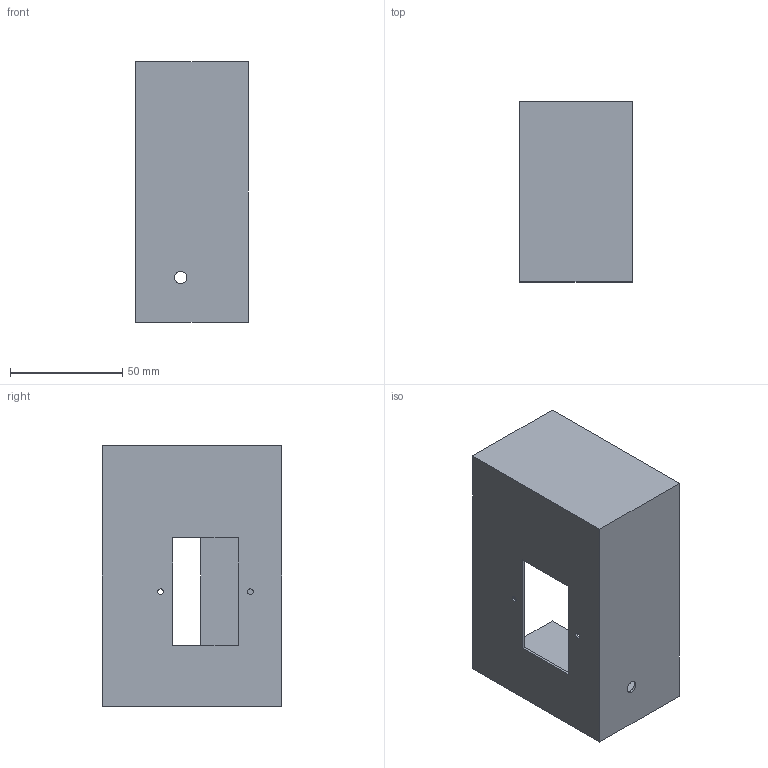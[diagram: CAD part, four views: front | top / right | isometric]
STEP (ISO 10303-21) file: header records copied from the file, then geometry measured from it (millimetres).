
FILE_DESCRIPTION (( 'STEP AP214' ), '1' );
FILE_NAME ('Power holder KP3S.step.STEP', '2025-09-18T19:07:34', ( '' ), ( '' ), 'SwSTEP 2.0', 'SolidWorks 2024', '' );
FILE_SCHEMA (( 'AUTOMOTIVE_DESIGN' ));
Length unit declared in the file: metre
Products named in the file (1): Power holder KP3S.step
Bounding box: 50 x 80 x 116 mm (x, y, z)
Volume: 25270.4 mm3; surface area: 51147.8 mm2
Topology: 1 solids, 1 shells, 22 faces, 60 edges, 40 vertices
Faces by surface type: plane 16, cylinder 6
Entity records: 735 total; most frequent: CARTESIAN_POINT 123, ORIENTED_EDGE 120, DIRECTION 118, EDGE_CURVE 60, LINE 48, VECTOR 48, VERTEX_POINT 40, AXIS2_PLACEMENT_3D 35
